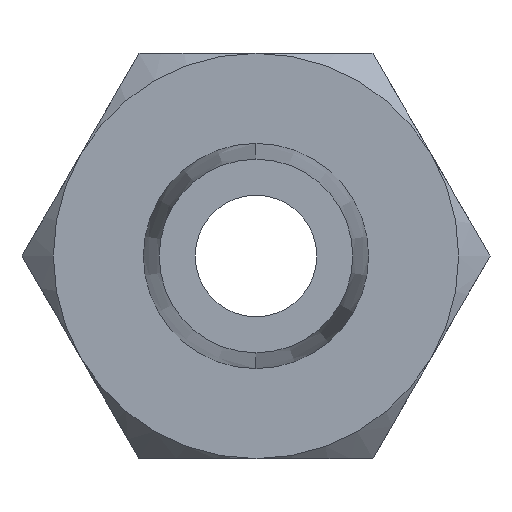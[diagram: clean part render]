
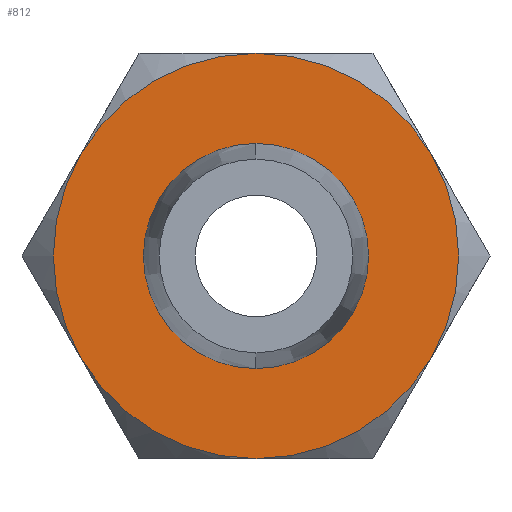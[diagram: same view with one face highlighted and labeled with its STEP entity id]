
A CAD part, left-side view. The second image highlights one B-rep face of the part: STEP entity #812.
In plain terms, the highlighted planar face has unit normal (-1, 0, 0).
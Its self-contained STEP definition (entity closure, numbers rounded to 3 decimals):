
#29 = CARTESIAN_POINT ( 'NONE',  ( 10., -3.897, -2.25 ) ) ;
#252 = CARTESIAN_POINT ( 'NONE',  ( 10., 0., 4.5 ) ) ;
#284 = ORIENTED_EDGE ( 'NONE', *, *, #678, .F. ) ;
#391 = VERTEX_POINT ( 'NONE', #3203 ) ;
#468 = CARTESIAN_POINT ( 'NONE',  ( 10., 0., 0. ) ) ;
#536 = CARTESIAN_POINT ( 'NONE',  ( 10., 0., 0. ) ) ;
#608 = DIRECTION ( 'NONE',  ( 1., 0., 0. ) ) ;
#657 = VERTEX_POINT ( 'NONE', #1245 ) ;
#678 = EDGE_CURVE ( 'NONE', #3832, #657, #4893, .T. ) ;
#686 = DIRECTION ( 'NONE',  ( 1., 0., 0. ) ) ;
#723 = AXIS2_PLACEMENT_3D ( 'NONE', #4784, #3148, #3553 ) ;
#748 = EDGE_CURVE ( 'NONE', #2514, #3832, #3214, .T. ) ;
#812 = ADVANCED_FACE ( 'NONE', ( #4856, #2918 ), #4103, .F. ) ;
#866 = DIRECTION ( 'NONE',  ( 1., 0., 0. ) ) ;
#1056 = AXIS2_PLACEMENT_3D ( 'NONE', #536, #4754, #3593 ) ;
#1084 = ORIENTED_EDGE ( 'NONE', *, *, #3749, .T. ) ;
#1242 = VERTEX_POINT ( 'NONE', #3318 ) ;
#1245 = CARTESIAN_POINT ( 'NONE',  ( 10., 3.897, 2.25 ) ) ;
#1267 = DIRECTION ( 'NONE',  ( 0., 0., -1. ) ) ;
#1271 = ORIENTED_EDGE ( 'NONE', *, *, #748, .F. ) ;
#1350 = ORIENTED_EDGE ( 'NONE', *, *, #3107, .F. ) ;
#1359 = DIRECTION ( 'NONE',  ( 0., 0., -1. ) ) ;
#1517 = CARTESIAN_POINT ( 'NONE',  ( 10., 0., 0. ) ) ;
#1666 = AXIS2_PLACEMENT_3D ( 'NONE', #1752, #608, #1359 ) ;
#1681 = DIRECTION ( 'NONE',  ( 1., 0., 0. ) ) ;
#1752 = CARTESIAN_POINT ( 'NONE',  ( 10., 0., 0. ) ) ;
#1763 = CARTESIAN_POINT ( 'NONE',  ( 10., 0., 0. ) ) ;
#2028 = CARTESIAN_POINT ( 'NONE',  ( 10., 0., -2.5 ) ) ;
#2056 = DIRECTION ( 'NONE',  ( 0., 0., -1. ) ) ;
#2296 = ORIENTED_EDGE ( 'NONE', *, *, #2953, .F. ) ;
#2402 = CIRCLE ( 'NONE', #4736, 4.5 ) ;
#2437 = CARTESIAN_POINT ( 'NONE',  ( 10., 0., 0. ) ) ;
#2445 = ORIENTED_EDGE ( 'NONE', *, *, #3321, .F. ) ;
#2502 = DIRECTION ( 'NONE',  ( 0., 0., -1. ) ) ;
#2514 = VERTEX_POINT ( 'NONE', #2787 ) ;
#2534 = EDGE_LOOP ( 'NONE', ( #1271, #4401, #1350, #4166, #1084, #284 ) ) ;
#2540 = DIRECTION ( 'NONE',  ( 0., 0., -1. ) ) ;
#2546 = AXIS2_PLACEMENT_3D ( 'NONE', #2437, #1681, #2056 ) ;
#2573 = CIRCLE ( 'NONE', #1056, 2.5 ) ;
#2787 = CARTESIAN_POINT ( 'NONE',  ( 10., 0., -4.5 ) ) ;
#2869 = VERTEX_POINT ( 'NONE', #2028 ) ;
#2918 = FACE_OUTER_BOUND ( 'NONE', #2534, .T. ) ;
#2928 = CARTESIAN_POINT ( 'NONE',  ( 10., 0., 0. ) ) ;
#2953 = EDGE_CURVE ( 'NONE', #1242, #2869, #2573, .T. ) ;
#3046 = DIRECTION ( 'NONE',  ( -1., 0., 0. ) ) ;
#3107 = EDGE_CURVE ( 'NONE', #391, #4302, #4312, .T. ) ;
#3148 = DIRECTION ( 'NONE',  ( 1., 0., 0. ) ) ;
#3203 = CARTESIAN_POINT ( 'NONE',  ( 10., -3.897, 2.25 ) ) ;
#3204 = EDGE_CURVE ( 'NONE', #4302, #2514, #3823, .T. ) ;
#3214 = CIRCLE ( 'NONE', #723, 4.5 ) ;
#3298 = AXIS2_PLACEMENT_3D ( 'NONE', #2928, #3684, #2502 ) ;
#3318 = CARTESIAN_POINT ( 'NONE',  ( 10., 0., 2.5 ) ) ;
#3321 = EDGE_CURVE ( 'NONE', #2869, #1242, #4170, .T. ) ;
#3365 = AXIS2_PLACEMENT_3D ( 'NONE', #468, #866, #1267 ) ;
#3456 = DIRECTION ( 'NONE',  ( 0., 0., 1. ) ) ;
#3553 = DIRECTION ( 'NONE',  ( 0., 0., -1. ) ) ;
#3583 = CARTESIAN_POINT ( 'NONE',  ( 10., 3.897, -2.25 ) ) ;
#3593 = DIRECTION ( 'NONE',  ( 0., 0., 1. ) ) ;
#3616 = AXIS2_PLACEMENT_3D ( 'NONE', #4232, #4610, #3456 ) ;
#3684 = DIRECTION ( 'NONE',  ( 1., 0., 0. ) ) ;
#3749 = EDGE_CURVE ( 'NONE', #4580, #657, #2402, .T. ) ;
#3823 = CIRCLE ( 'NONE', #1666, 4.5 ) ;
#3832 = VERTEX_POINT ( 'NONE', #3583 ) ;
#3848 = EDGE_LOOP ( 'NONE', ( #2296, #2445 ) ) ;
#4103 = PLANE ( 'NONE',  #4252 ) ;
#4166 = ORIENTED_EDGE ( 'NONE', *, *, #4525, .F. ) ;
#4170 = CIRCLE ( 'NONE', #3616, 2.5 ) ;
#4232 = CARTESIAN_POINT ( 'NONE',  ( 10., 0., 0. ) ) ;
#4252 = AXIS2_PLACEMENT_3D ( 'NONE', #1763, #686, #2540 ) ;
#4302 = VERTEX_POINT ( 'NONE', #29 ) ;
#4312 = CIRCLE ( 'NONE', #2546, 4.5 ) ;
#4401 = ORIENTED_EDGE ( 'NONE', *, *, #3204, .F. ) ;
#4495 = CIRCLE ( 'NONE', #3298, 4.5 ) ;
#4525 = EDGE_CURVE ( 'NONE', #4580, #391, #4495, .T. ) ;
#4580 = VERTEX_POINT ( 'NONE', #252 ) ;
#4583 = DIRECTION ( 'NONE',  ( 0., 0., 1. ) ) ;
#4610 = DIRECTION ( 'NONE',  ( -1., 0., 0. ) ) ;
#4736 = AXIS2_PLACEMENT_3D ( 'NONE', #1517, #3046, #4583 ) ;
#4754 = DIRECTION ( 'NONE',  ( -1., 0., 0. ) ) ;
#4784 = CARTESIAN_POINT ( 'NONE',  ( 10., 0., 0. ) ) ;
#4856 = FACE_BOUND ( 'NONE', #3848, .T. ) ;
#4893 = CIRCLE ( 'NONE', #3365, 4.5 ) ;
